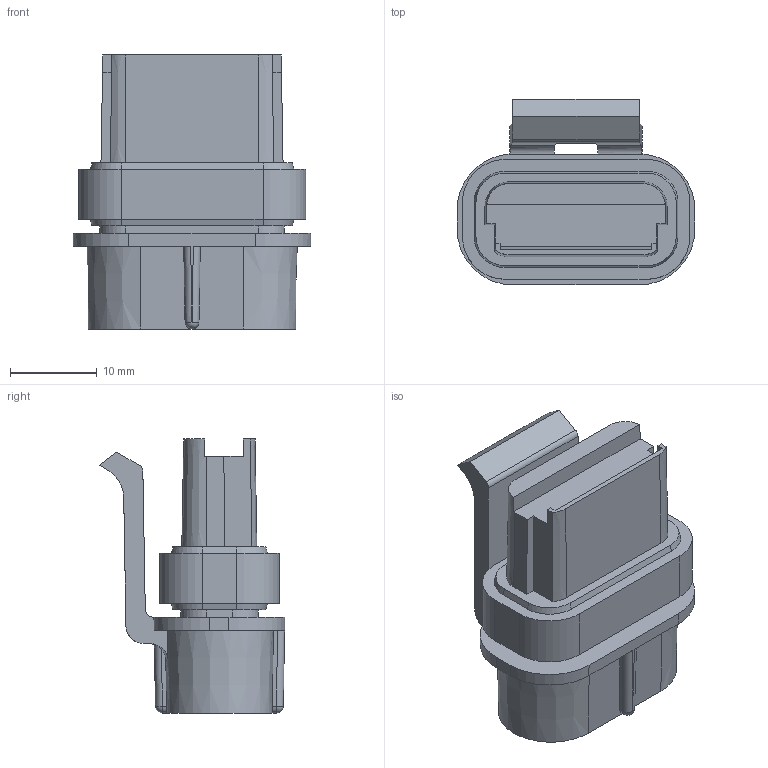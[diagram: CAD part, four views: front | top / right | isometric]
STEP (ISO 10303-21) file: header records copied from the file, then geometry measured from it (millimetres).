
FILE_DESCRIPTION(/* description */ (''),/* implementation_level */ '2;1');
FILE_NAME(/* name */ '12066681-ENV11_05-CONN.stp',/* time_stamp */ '2021-09-06T13:26:27+06:00',/* author */ (''),/* organization */ (''),/* preprocessor_version */ 'ST-DEVELOPER v16',/* originating_system */ 'SIEMENS PLM Software NX 11.0',/* authorisation */ '');
FILE_SCHEMA (('AP203_CONFIGURATION_CONTROLLED_3D_DESIGN_OF_MECHANICAL_PARTS_AND_ASSEMBLIES_MIM_LF { 1 0 10303 403 2 1 2}'));
Length unit declared in the file: millimetre
Products named in the file (1): hjcv19D8AACDzxej
Bounding box: 27.35 x 21.34 x 31.5 mm (x, y, z)
Volume: 8041.6 mm3; surface area: 3766.7 mm2
Topology: 1 solids, 1 shells, 110 faces, 305 edges, 198 vertices
Faces by surface type: plane 67, cone 22, cylinder 17, sphere 2, torus 2
Entity records: 3645 total; most frequent: CARTESIAN_POINT 672, ORIENTED_EDGE 606, DIRECTION 603, EDGE_CURVE 303, LINE 205, VECTOR 205, AXIS2_PLACEMENT_3D 199, VERTEX_POINT 198
